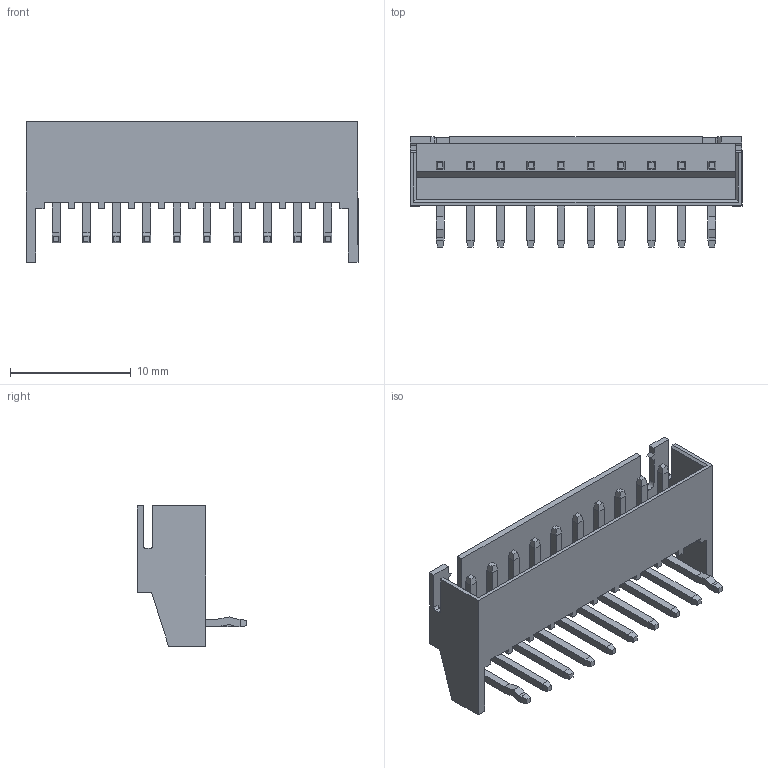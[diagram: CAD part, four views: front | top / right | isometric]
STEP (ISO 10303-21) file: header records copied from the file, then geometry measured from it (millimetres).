
FILE_DESCRIPTION (( 'STEP AP214' ), '1' );
FILE_NAME ('FWF25002-S10B22W1B-REF.STEP', '2026-01-06T07:27:03', ( '' ), ( '' ), 'SwSTEP 2.0', 'SolidWorks 2021', '' );
FILE_SCHEMA (( 'AUTOMOTIVE_DESIGN' ));
Length unit declared in the file: millimetre
Products named in the file (1): FWF25002-S10B22W1B-REF
Bounding box: 27.5 x 9.1 x 11.6 mm (x, y, z)
Volume: 424.4 mm3; surface area: 1623 mm2
Topology: 1 solids, 1 shells, 339 faces, 869 edges, 552 vertices
Faces by surface type: plane 313, cylinder 26
Entity records: 10033 total; most frequent: CARTESIAN_POINT 1761, ORIENTED_EDGE 1738, DIRECTION 1601, EDGE_CURVE 869, VECTOR 817, LINE 817, VERTEX_POINT 552, AXIS2_PLACEMENT_3D 392
